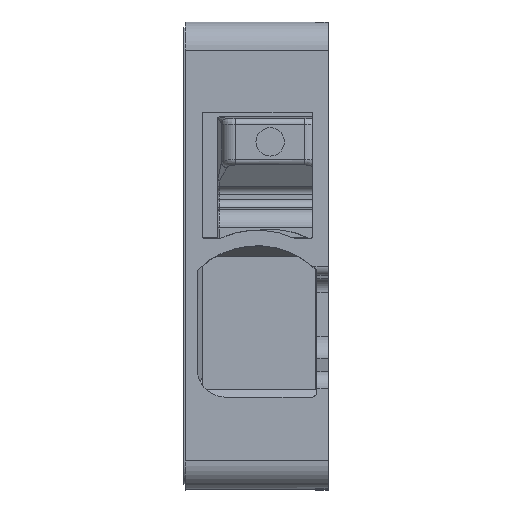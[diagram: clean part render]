
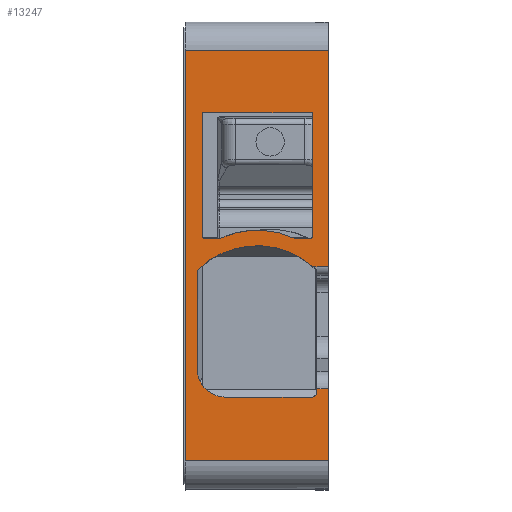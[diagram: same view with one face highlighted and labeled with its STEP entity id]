
A CAD part, top view. The second image highlights one B-rep face of the part: STEP entity #13247.
In plain terms, the highlighted planar face has unit normal (0, 0, 1).
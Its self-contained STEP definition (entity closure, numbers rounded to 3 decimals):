
#10022=AXIS2_PLACEMENT_3D('Circle Axis2P3D',#10020,#10021,$) ;
#10072=AXIS2_PLACEMENT_3D('Circle Axis2P3D',#10070,#10071,$) ;
#10126=AXIS2_PLACEMENT_3D('Circle Axis2P3D',#10124,#10125,$) ;
#10159=AXIS2_PLACEMENT_3D('Circle Axis2P3D',#10157,#10158,$) ;
#10286=AXIS2_PLACEMENT_3D('Circle Axis2P3D',#10284,#10285,$) ;
#10312=AXIS2_PLACEMENT_3D('Circle Axis2P3D',#10310,#10311,$) ;
#10364=AXIS2_PLACEMENT_3D('Circle Axis2P3D',#10362,#10363,$) ;
#10440=AXIS2_PLACEMENT_3D('Circle Axis2P3D',#10438,#10439,$) ;
#10569=AXIS2_PLACEMENT_3D('Circle Axis2P3D',#10567,#10568,$) ;
#10640=AXIS2_PLACEMENT_3D('Circle Axis2P3D',#10638,#10639,$) ;
#10700=AXIS2_PLACEMENT_3D('Circle Axis2P3D',#10698,#10699,$) ;
#13196=AXIS2_PLACEMENT_3D('Plane Axis2P3D',#13193,#13194,#13195) ;
#9940=CARTESIAN_POINT('Vertex',(4.7,3.55,44.65)) ;
#9943=CARTESIAN_POINT('Line Origine',(2.127,3.55,44.65)) ;
#9947=CARTESIAN_POINT('Vertex',(5.1,3.55,44.65)) ;
#9979=CARTESIAN_POINT('Vertex',(4.7,3.45,44.65)) ;
#9982=CARTESIAN_POINT('Line Origine',(4.7,3.5,44.65)) ;
#10017=CARTESIAN_POINT('Vertex',(4.5,3.25,44.65)) ;
#10020=CARTESIAN_POINT('Axis2P3D Location',(4.5,3.45,44.65)) ;
#10042=CARTESIAN_POINT('Vertex',(1.475,3.25,44.65)) ;
#10045=CARTESIAN_POINT('Line Origine',(2.988,3.25,44.65)) ;
#10067=CARTESIAN_POINT('Vertex',(0.475,4.25,44.65)) ;
#10070=CARTESIAN_POINT('Axis2P3D Location',(1.475,4.25,44.65)) ;
#10096=CARTESIAN_POINT('Vertex',(0.475,7.645,44.65)) ;
#10099=CARTESIAN_POINT('Line Origine',(0.475,5.948,44.65)) ;
#10121=CARTESIAN_POINT('Vertex',(0.538,7.791,44.65)) ;
#10124=CARTESIAN_POINT('Axis2P3D Location',(0.675,7.645,44.65)) ;
#10154=CARTESIAN_POINT('Vertex',(4.56,7.86,44.65)) ;
#10157=CARTESIAN_POINT('Axis2P3D Location',(2.588,5.6,44.65)) ;
#10192=CARTESIAN_POINT('Vertex',(5.1,7.86,44.65)) ;
#10195=CARTESIAN_POINT('Line Origine',(2.127,7.86,44.65)) ;
#10228=CARTESIAN_POINT('Vertex',(4.,8.85,44.65)) ;
#10231=CARTESIAN_POINT('Line Origine',(4.225,8.85,44.65)) ;
#10235=CARTESIAN_POINT('Vertex',(4.45,8.85,44.65)) ;
#10281=CARTESIAN_POINT('Vertex',(3.858,8.88,44.65)) ;
#10284=CARTESIAN_POINT('Axis2P3D Location',(4.,9.2,44.65)) ;
#10307=CARTESIAN_POINT('Vertex',(1.342,8.88,44.65)) ;
#10310=CARTESIAN_POINT('Axis2P3D Location',(2.6,6.047,44.65)) ;
#10359=CARTESIAN_POINT('Vertex',(1.2,8.85,44.65)) ;
#10362=CARTESIAN_POINT('Axis2P3D Location',(1.2,9.2,44.65)) ;
#10380=CARTESIAN_POINT('Vertex',(0.75,8.85,44.65)) ;
#10383=CARTESIAN_POINT('Line Origine',(0.975,8.85,44.65)) ;
#10435=CARTESIAN_POINT('Vertex',(0.65,8.95,44.65)) ;
#10438=CARTESIAN_POINT('Axis2P3D Location',(0.75,8.95,44.65)) ;
#10511=CARTESIAN_POINT('Vertex',(0.65,13.25,44.65)) ;
#10514=CARTESIAN_POINT('Line Origine',(0.65,11.1,44.65)) ;
#10564=CARTESIAN_POINT('Vertex',(0.7,13.3,44.65)) ;
#10567=CARTESIAN_POINT('Axis2P3D Location',(0.7,13.25,44.65)) ;
#10596=CARTESIAN_POINT('Vertex',(4.5,13.3,44.65)) ;
#10601=CARTESIAN_POINT('Line Origine',(2.6,13.3,44.65)) ;
#10635=CARTESIAN_POINT('Vertex',(4.55,13.25,44.65)) ;
#10638=CARTESIAN_POINT('Axis2P3D Location',(4.5,13.25,44.65)) ;
#10660=CARTESIAN_POINT('Vertex',(4.55,8.95,44.65)) ;
#10663=CARTESIAN_POINT('Line Origine',(4.55,11.1,44.65)) ;
#10698=CARTESIAN_POINT('Axis2P3D Location',(4.45,8.95,44.65)) ;
#11559=CARTESIAN_POINT('Vertex',(5.1,15.5,44.65)) ;
#11562=CARTESIAN_POINT('Line Origine',(5.1,11.68,44.65)) ;
#11567=CARTESIAN_POINT('Line Origine',(5.1,2.275,44.65)) ;
#11571=CARTESIAN_POINT('Vertex',(5.1,1.,44.65)) ;
#13193=CARTESIAN_POINT('Axis2P3D Location',(2.8,15.5,44.65)) ;
#13198=CARTESIAN_POINT('Line Origine',(2.575,1.,44.65)) ;
#13202=CARTESIAN_POINT('Vertex',(0.05,1.,44.65)) ;
#13205=CARTESIAN_POINT('Line Origine',(2.575,15.5,44.65)) ;
#13209=CARTESIAN_POINT('Vertex',(0.05,15.5,44.65)) ;
#13212=CARTESIAN_POINT('Line Origine',(0.05,8.25,44.65)) ;
#9944=DIRECTION('Vector Direction',(-1.,0.,0.)) ;
#9983=DIRECTION('Vector Direction',(0.,1.,0.)) ;
#10021=DIRECTION('Axis2P3D Direction',(0.,0.,-1.)) ;
#10046=DIRECTION('Vector Direction',(-1.,0.,0.)) ;
#10071=DIRECTION('Axis2P3D Direction',(0.,0.,-1.)) ;
#10100=DIRECTION('Vector Direction',(0.,1.,0.)) ;
#10125=DIRECTION('Axis2P3D Direction',(0.,0.,-1.)) ;
#10158=DIRECTION('Axis2P3D Direction',(0.,0.,-1.)) ;
#10196=DIRECTION('Vector Direction',(-1.,0.,0.)) ;
#10232=DIRECTION('Vector Direction',(-1.,0.,0.)) ;
#10285=DIRECTION('Axis2P3D Direction',(0.,-0.,-1.)) ;
#10311=DIRECTION('Axis2P3D Direction',(0.,-0.,-1.)) ;
#10363=DIRECTION('Axis2P3D Direction',(0.,-0.,-1.)) ;
#10384=DIRECTION('Vector Direction',(-1.,0.,0.)) ;
#10439=DIRECTION('Axis2P3D Direction',(0.,-0.,-1.)) ;
#10515=DIRECTION('Vector Direction',(0.,-1.,0.)) ;
#10568=DIRECTION('Axis2P3D Direction',(-0.,0.,-1.)) ;
#10602=DIRECTION('Vector Direction',(-1.,0.,0.)) ;
#10639=DIRECTION('Axis2P3D Direction',(0.,0.,-1.)) ;
#10664=DIRECTION('Vector Direction',(0.,-1.,0.)) ;
#10699=DIRECTION('Axis2P3D Direction',(0.,-0.,-1.)) ;
#11563=DIRECTION('Vector Direction',(0.,-1.,0.)) ;
#11568=DIRECTION('Vector Direction',(0.,-1.,0.)) ;
#13194=DIRECTION('Axis2P3D Direction',(-0.,0.,1.)) ;
#13195=DIRECTION('Axis2P3D XDirection',(0.,-1.,0.)) ;
#13199=DIRECTION('Vector Direction',(1.,0.,0.)) ;
#13206=DIRECTION('Vector Direction',(1.,0.,0.)) ;
#13213=DIRECTION('Vector Direction',(0.,1.,0.)) ;
#9945=VECTOR('Line Direction',#9944,1.) ;
#9984=VECTOR('Line Direction',#9983,1.) ;
#10047=VECTOR('Line Direction',#10046,1.) ;
#10101=VECTOR('Line Direction',#10100,1.) ;
#10197=VECTOR('Line Direction',#10196,1.) ;
#10233=VECTOR('Line Direction',#10232,1.) ;
#10385=VECTOR('Line Direction',#10384,1.) ;
#10516=VECTOR('Line Direction',#10515,1.) ;
#10603=VECTOR('Line Direction',#10602,1.) ;
#10665=VECTOR('Line Direction',#10664,1.) ;
#11564=VECTOR('Line Direction',#11563,1.) ;
#11569=VECTOR('Line Direction',#11568,1.) ;
#13200=VECTOR('Line Direction',#13199,1.) ;
#13207=VECTOR('Line Direction',#13206,1.) ;
#13214=VECTOR('Line Direction',#13213,1.) ;
#13218=ORIENTED_EDGE('',*,*,#13204,.T.) ;
#13219=ORIENTED_EDGE('',*,*,#11573,.F.) ;
#13220=ORIENTED_EDGE('',*,*,#9949,.F.) ;
#13221=ORIENTED_EDGE('',*,*,#9986,.F.) ;
#13222=ORIENTED_EDGE('',*,*,#10024,.F.) ;
#13223=ORIENTED_EDGE('',*,*,#10049,.T.) ;
#13224=ORIENTED_EDGE('',*,*,#10074,.F.) ;
#13225=ORIENTED_EDGE('',*,*,#10103,.T.) ;
#13226=ORIENTED_EDGE('',*,*,#10128,.F.) ;
#13227=ORIENTED_EDGE('',*,*,#10161,.F.) ;
#13228=ORIENTED_EDGE('',*,*,#10199,.T.) ;
#13229=ORIENTED_EDGE('',*,*,#11566,.F.) ;
#13230=ORIENTED_EDGE('',*,*,#13211,.F.) ;
#13231=ORIENTED_EDGE('',*,*,#13216,.F.) ;
#13234=ORIENTED_EDGE('',*,*,#10237,.T.) ;
#13235=ORIENTED_EDGE('',*,*,#10288,.F.) ;
#13236=ORIENTED_EDGE('',*,*,#10314,.F.) ;
#13237=ORIENTED_EDGE('',*,*,#10366,.F.) ;
#13238=ORIENTED_EDGE('',*,*,#10387,.T.) ;
#13239=ORIENTED_EDGE('',*,*,#10442,.F.) ;
#13240=ORIENTED_EDGE('',*,*,#10518,.T.) ;
#13241=ORIENTED_EDGE('',*,*,#10571,.F.) ;
#13242=ORIENTED_EDGE('',*,*,#10605,.F.) ;
#13243=ORIENTED_EDGE('',*,*,#10642,.F.) ;
#13244=ORIENTED_EDGE('',*,*,#10667,.F.) ;
#13245=ORIENTED_EDGE('',*,*,#10702,.F.) ;
#13246=FACE_BOUND('',#13233,.T.) ;
#13247=ADVANCED_FACE('PartBody',(#13232,#13246),#13197,.T.) ;
#10023=CIRCLE('generated circle',#10022,0.2) ;
#10073=CIRCLE('generated circle',#10072,1.) ;
#10127=CIRCLE('generated circle',#10126,0.2) ;
#10160=CIRCLE('generated circle',#10159,3.) ;
#10287=CIRCLE('generated circle',#10286,0.35) ;
#10313=CIRCLE('generated circle',#10312,3.1) ;
#10365=CIRCLE('generated circle',#10364,0.35) ;
#10441=CIRCLE('generated circle',#10440,0.1) ;
#10570=CIRCLE('generated circle',#10569,0.05) ;
#10641=CIRCLE('generated circle',#10640,0.05) ;
#10701=CIRCLE('generated circle',#10700,0.1) ;
#9949=EDGE_CURVE('',#9941,#9948,#9946,.F.) ;
#9986=EDGE_CURVE('',#9980,#9941,#9985,.T.) ;
#10024=EDGE_CURVE('',#10018,#9980,#10023,.F.) ;
#10049=EDGE_CURVE('',#10018,#10043,#10048,.T.) ;
#10074=EDGE_CURVE('',#10068,#10043,#10073,.F.) ;
#10103=EDGE_CURVE('',#10068,#10097,#10102,.T.) ;
#10128=EDGE_CURVE('',#10122,#10097,#10127,.F.) ;
#10161=EDGE_CURVE('',#10155,#10122,#10160,.F.) ;
#10199=EDGE_CURVE('',#10155,#10193,#10198,.F.) ;
#10237=EDGE_CURVE('',#10236,#10229,#10234,.T.) ;
#10288=EDGE_CURVE('',#10282,#10229,#10287,.F.) ;
#10314=EDGE_CURVE('',#10308,#10282,#10313,.T.) ;
#10366=EDGE_CURVE('',#10360,#10308,#10365,.F.) ;
#10387=EDGE_CURVE('',#10360,#10381,#10386,.T.) ;
#10442=EDGE_CURVE('',#10436,#10381,#10441,.F.) ;
#10518=EDGE_CURVE('',#10436,#10512,#10517,.F.) ;
#10571=EDGE_CURVE('',#10565,#10512,#10570,.F.) ;
#10605=EDGE_CURVE('',#10597,#10565,#10604,.T.) ;
#10642=EDGE_CURVE('',#10636,#10597,#10641,.F.) ;
#10667=EDGE_CURVE('',#10661,#10636,#10666,.F.) ;
#10702=EDGE_CURVE('',#10236,#10661,#10701,.F.) ;
#11566=EDGE_CURVE('',#11560,#10193,#11565,.T.) ;
#11573=EDGE_CURVE('',#9948,#11572,#11570,.T.) ;
#13204=EDGE_CURVE('',#13203,#11572,#13201,.T.) ;
#13211=EDGE_CURVE('',#13210,#11560,#13208,.T.) ;
#13216=EDGE_CURVE('',#13203,#13210,#13215,.T.) ;
#13217=EDGE_LOOP('',(#13218,#13219,#13220,#13221,#13222,#13223,#13224,#13225,#13226,#13227,#13228,#13229,#13230,#13231)) ;
#13233=EDGE_LOOP('',(#13234,#13235,#13236,#13237,#13238,#13239,#13240,#13241,#13242,#13243,#13244,#13245)) ;
#13232=FACE_OUTER_BOUND('',#13217,.T.) ;
#9946=LINE('Line',#9943,#9945) ;
#9985=LINE('Line',#9982,#9984) ;
#10048=LINE('Line',#10045,#10047) ;
#10102=LINE('Line',#10099,#10101) ;
#10198=LINE('Line',#10195,#10197) ;
#10234=LINE('Line',#10231,#10233) ;
#10386=LINE('Line',#10383,#10385) ;
#10517=LINE('Line',#10514,#10516) ;
#10604=LINE('Line',#10601,#10603) ;
#10666=LINE('Line',#10663,#10665) ;
#11565=LINE('Line',#11562,#11564) ;
#11570=LINE('Line',#11567,#11569) ;
#13201=LINE('Line',#13198,#13200) ;
#13208=LINE('Line',#13205,#13207) ;
#13215=LINE('Line',#13212,#13214) ;
#13197=PLANE('',#13196) ;
#9941=VERTEX_POINT('',#9940) ;
#9948=VERTEX_POINT('',#9947) ;
#9980=VERTEX_POINT('',#9979) ;
#10018=VERTEX_POINT('',#10017) ;
#10043=VERTEX_POINT('',#10042) ;
#10068=VERTEX_POINT('',#10067) ;
#10097=VERTEX_POINT('',#10096) ;
#10122=VERTEX_POINT('',#10121) ;
#10155=VERTEX_POINT('',#10154) ;
#10193=VERTEX_POINT('',#10192) ;
#10229=VERTEX_POINT('',#10228) ;
#10236=VERTEX_POINT('',#10235) ;
#10282=VERTEX_POINT('',#10281) ;
#10308=VERTEX_POINT('',#10307) ;
#10360=VERTEX_POINT('',#10359) ;
#10381=VERTEX_POINT('',#10380) ;
#10436=VERTEX_POINT('',#10435) ;
#10512=VERTEX_POINT('',#10511) ;
#10565=VERTEX_POINT('',#10564) ;
#10597=VERTEX_POINT('',#10596) ;
#10636=VERTEX_POINT('',#10635) ;
#10661=VERTEX_POINT('',#10660) ;
#11560=VERTEX_POINT('',#11559) ;
#11572=VERTEX_POINT('',#11571) ;
#13203=VERTEX_POINT('',#13202) ;
#13210=VERTEX_POINT('',#13209) ;
